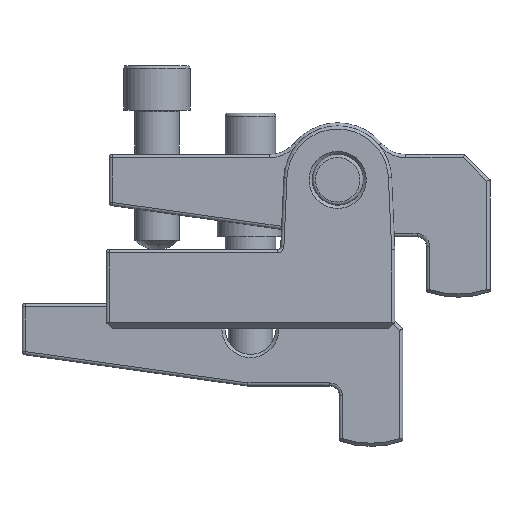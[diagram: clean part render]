
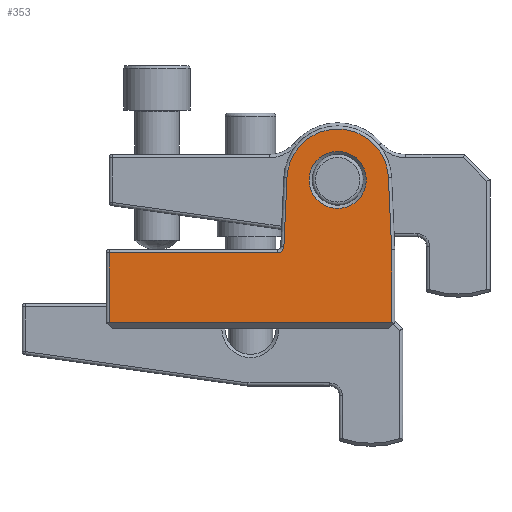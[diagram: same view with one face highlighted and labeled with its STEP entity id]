
A CAD part, left-side view. The second image highlights one B-rep face of the part: STEP entity #353.
In plain terms, the highlighted planar face has unit normal (-1, 0, 0).
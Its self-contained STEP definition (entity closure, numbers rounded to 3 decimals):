
#353 = ADVANCED_FACE( '', ( #613, #614 ), #615, .F. );
#613 = FACE_BOUND( '', #1149, .T. );
#614 = FACE_OUTER_BOUND( '', #1150, .T. );
#615 = PLANE( '', #1151 );
#1149 = EDGE_LOOP( '', ( #1932 ) );
#1150 = EDGE_LOOP( '', ( #1933, #1934, #1935, #1936, #1937, #1938, #1939, #1940 ) );
#1151 = AXIS2_PLACEMENT_3D( '', #1941, #1942, #1943 );
#1932 = ORIENTED_EDGE( '', *, *, #3161, .T. );
#1933 = ORIENTED_EDGE( '', *, *, #3162, .T. );
#1934 = ORIENTED_EDGE( '', *, *, #3163, .T. );
#1935 = ORIENTED_EDGE( '', *, *, #3164, .T. );
#1936 = ORIENTED_EDGE( '', *, *, #3165, .T. );
#1937 = ORIENTED_EDGE( '', *, *, #3166, .T. );
#1938 = ORIENTED_EDGE( '', *, *, #3167, .T. );
#1939 = ORIENTED_EDGE( '', *, *, #3168, .T. );
#1940 = ORIENTED_EDGE( '', *, *, #3131, .T. );
#1941 = CARTESIAN_POINT( '', ( -34., 45.5, 25. ) );
#1942 = DIRECTION( '', ( 1., 0., 0. ) );
#1943 = DIRECTION( '', ( 0., 0., -1. ) );
#3131 = EDGE_CURVE( '', #3532, #3536, #3538, .T. );
#3161 = EDGE_CURVE( '', #3590, #3590, #3591, .T. );
#3162 = EDGE_CURVE( '', #3536, #3592, #3593, .F. );
#3163 = EDGE_CURVE( '', #3592, #3594, #3595, .T. );
#3164 = EDGE_CURVE( '', #3594, #3596, #3597, .T. );
#3165 = EDGE_CURVE( '', #3596, #3598, #3599, .F. );
#3166 = EDGE_CURVE( '', #3598, #3600, #3601, .F. );
#3167 = EDGE_CURVE( '', #3600, #3602, #3603, .F. );
#3168 = EDGE_CURVE( '', #3602, #3532, #3604, .F. );
#3532 = VERTEX_POINT( '', #4159 );
#3536 = VERTEX_POINT( '', #4163 );
#3538 = CIRCLE( '', #4165, 2. );
#3590 = VERTEX_POINT( '', #4230 );
#3591 = CIRCLE( '', #4231, 9. );
#3592 = VERTEX_POINT( '', #4232 );
#3593 = LINE( '', #4233, #4234 );
#3594 = VERTEX_POINT( '', #4235 );
#3595 = LINE( '', #4236, #4237 );
#3596 = VERTEX_POINT( '', #4238 );
#3597 = LINE( '', #4239, #4240 );
#3598 = VERTEX_POINT( '', #4241 );
#3599 = LINE( '', #4242, #4243 );
#3600 = VERTEX_POINT( '', #4244 );
#3601 = LINE( '', #4245, #4246 );
#3602 = VERTEX_POINT( '', #4247 );
#3603 = CIRCLE( '', #4248, 16. );
#3604 = LINE( '', #4249, #4250 );
#4159 = CARTESIAN_POINT( '', ( -34., -10.542, 25.911 ) );
#4163 = CARTESIAN_POINT( '', ( -34., -8.544, 24. ) );
#4165 = AXIS2_PLACEMENT_3D( '', #5018, #5019, #5020 );
#4230 = CARTESIAN_POINT( '', ( -34., -27.5, 38. ) );
#4231 = AXIS2_PLACEMENT_3D( '', #5082, #5083, #5084 );
#4232 = CARTESIAN_POINT( '', ( -34., 44.5, 24. ) );
#4233 = CARTESIAN_POINT( '', ( -34., 45.5, 24. ) );
#4234 = VECTOR( '', #5085, 1000. );
#4235 = CARTESIAN_POINT( '', ( -34., 44.5, 2. ) );
#4236 = CARTESIAN_POINT( '', ( -34., 44.5, 25. ) );
#4237 = VECTOR( '', #5086, 1000. );
#4238 = CARTESIAN_POINT( '', ( -34., -44.5, 2. ) );
#4239 = CARTESIAN_POINT( '', ( -34., 45.5, 2. ) );
#4240 = VECTOR( '', #5087, 1000. );
#4241 = CARTESIAN_POINT( '', ( -34., -44.5, 24.978 ) );
#4242 = CARTESIAN_POINT( '', ( -34., -44.5, 25. ) );
#4243 = VECTOR( '', #5088, 1000. );
#4244 = CARTESIAN_POINT( '', ( -34., -43.484, 47.714 ) );
#4245 = CARTESIAN_POINT( '', ( -34., -44.32, 29.013 ) );
#4246 = VECTOR( '', #5089, 1000. );
#4247 = CARTESIAN_POINT( '', ( -34., -11.516, 47.714 ) );
#4248 = AXIS2_PLACEMENT_3D( '', #5090, #5091, #5092 );
#4249 = CARTESIAN_POINT( '', ( -34., -10.389, 22.503 ) );
#4250 = VECTOR( '', #5093, 1000. );
#5018 = CARTESIAN_POINT( '', ( -34., -8.544, 26. ) );
#5019 = DIRECTION( '', ( 1., 0., 0. ) );
#5020 = DIRECTION( '', ( 0., 0., -1. ) );
#5082 = CARTESIAN_POINT( '', ( -34., -27.5, 47. ) );
#5083 = DIRECTION( '', ( 1., 0., 0. ) );
#5084 = DIRECTION( '', ( 0., 0., -1. ) );
#5085 = DIRECTION( '', ( 0., -1., 0. ) );
#5086 = DIRECTION( '', ( 0., 0., -1. ) );
#5087 = DIRECTION( '', ( 0., -1., 0. ) );
#5088 = DIRECTION( '', ( 0., 0., -1. ) );
#5089 = DIRECTION( '', ( 0., -0.045, -0.999 ) );
#5090 = CARTESIAN_POINT( '', ( -34., -27.5, 47. ) );
#5091 = DIRECTION( '', ( 1., 0., 0. ) );
#5092 = DIRECTION( '', ( 0., 0., -1. ) );
#5093 = DIRECTION( '', ( 0., -0.045, 0.999 ) );
